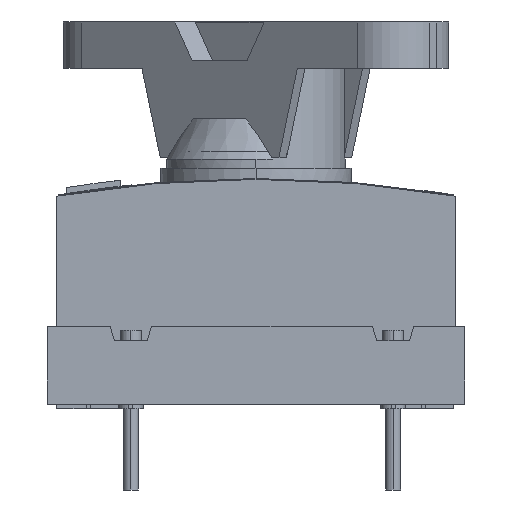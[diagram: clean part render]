
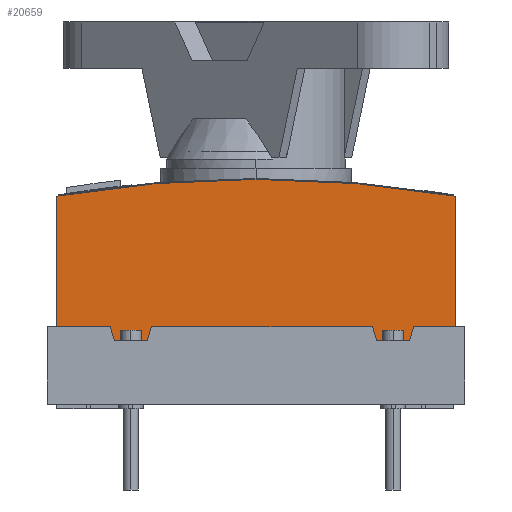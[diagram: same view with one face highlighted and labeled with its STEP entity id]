
A CAD part, left-side view. The second image highlights one B-rep face of the part: STEP entity #20659.
In plain terms, the highlighted planar face has unit normal (-1, 0, 0).
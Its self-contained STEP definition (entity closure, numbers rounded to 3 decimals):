
#6066=DIRECTION('',(0.,-1.,0.));
#6067=VECTOR('',#6066,74.12);
#6068=CARTESIAN_POINT('',(13.5,105.06,54.8));
#6069=LINE('',#6068,#6067);
#6094=DIRECTION('',(0.,-1.,0.));
#6095=VECTOR('',#6094,18.06);
#6096=CARTESIAN_POINT('',(13.5,137.,54.8));
#6097=LINE('',#6096,#6095);
#6143=DIRECTION('',(0.,-1.,0.));
#6144=VECTOR('',#6143,14.06);
#6145=CARTESIAN_POINT('',(13.5,17.06,54.8));
#6146=LINE('',#6145,#6144);
#6241=DIRECTION('',(0.,-0.287,0.958));
#6242=VECTOR('',#6241,5.011);
#6243=CARTESIAN_POINT('',(13.5,18.5,50.));
#6244=LINE('',#6243,#6242);
#6248=DIRECTION('',(0.,1.,0.));
#6249=VECTOR('',#6248,11.);
#6250=CARTESIAN_POINT('',(13.5,18.5,50.));
#6251=LINE('',#6250,#6249);
#6255=DIRECTION('',(0.,-0.287,-0.958));
#6256=VECTOR('',#6255,5.011);
#6257=CARTESIAN_POINT('',(13.5,30.94,54.8));
#6258=LINE('',#6257,#6256);
#6262=DIRECTION('',(0.,-0.287,0.958));
#6263=VECTOR('',#6262,5.011);
#6264=CARTESIAN_POINT('',(13.5,106.5,50.));
#6265=LINE('',#6264,#6263);
#6269=DIRECTION('',(0.,-1.,0.));
#6270=VECTOR('',#6269,11.);
#6271=CARTESIAN_POINT('',(13.5,117.5,50.));
#6272=LINE('',#6271,#6270);
#6276=DIRECTION('',(0.,-0.287,-0.958));
#6277=VECTOR('',#6276,5.011);
#6278=CARTESIAN_POINT('',(13.5,118.94,54.8));
#6279=LINE('',#6278,#6277);
#6283=DIRECTION('',(0.,0.,1.));
#6284=VECTOR('',#6283,43.745);
#6285=CARTESIAN_POINT('',(13.5,137.,54.8));
#6286=LINE('',#6285,#6284);
#6290=DIRECTION('',(0.,0.,-1.));
#6291=VECTOR('',#6290,43.745);
#6292=CARTESIAN_POINT('',(13.5,3.,98.545));
#6293=LINE('',#6292,#6291);
#7149=CARTESIAN_POINT('',(13.5,70.,-295.5));
#7150=DIRECTION('',(-1.,0.,0.));
#7151=DIRECTION('',(0.,-0.168,0.986));
#7152=AXIS2_PLACEMENT_3D('',#7149,#7150,#7151);
#13144=CARTESIAN_POINT('',(13.5,3.,98.545));
#13145=CARTESIAN_POINT('',(13.5,137.,98.545));
#13146=VERTEX_POINT('',#13144);
#13147=VERTEX_POINT('',#13145);
#13152=CARTESIAN_POINT('',(13.5,137.,54.8));
#13154=VERTEX_POINT('',#13152);
#13156=CARTESIAN_POINT('',(13.5,3.,54.8));
#13158=VERTEX_POINT('',#13156);
#14784=CARTESIAN_POINT('',(13.5,117.5,50.));
#14785=CARTESIAN_POINT('',(13.5,106.5,50.));
#14786=VERTEX_POINT('',#14784);
#14787=VERTEX_POINT('',#14785);
#14804=CARTESIAN_POINT('',(13.5,118.94,54.8));
#14805=VERTEX_POINT('',#14804);
#14806=CARTESIAN_POINT('',(13.5,105.06,54.8));
#14807=VERTEX_POINT('',#14806);
#14808=CARTESIAN_POINT('',(13.5,30.94,54.8));
#14809=VERTEX_POINT('',#14808);
#14810=CARTESIAN_POINT('',(13.5,29.5,50.));
#14811=VERTEX_POINT('',#14810);
#15106=CARTESIAN_POINT('',(13.5,17.06,54.8));
#15107=VERTEX_POINT('',#15106);
#15108=CARTESIAN_POINT('',(13.5,18.5,50.));
#15109=VERTEX_POINT('',#15108);
#20633=CARTESIAN_POINT('',(13.5,137.,98.003));
#20634=DIRECTION('',(1.,0.,0.));
#20635=DIRECTION('',(0.,0.,-1.));
#20636=AXIS2_PLACEMENT_3D('',#20633,#20634,#20635);
#20637=PLANE('',#20636);
#20638=ORIENTED_EDGE('',*,*,#20562,.F.);
#20640=ORIENTED_EDGE('',*,*,#20639,.F.);
#20642=ORIENTED_EDGE('',*,*,#20641,.T.);
#20644=ORIENTED_EDGE('',*,*,#20643,.F.);
#20645=ORIENTED_EDGE('',*,*,#20506,.F.);
#20646=ORIENTED_EDGE('',*,*,#20587,.F.);
#20648=ORIENTED_EDGE('',*,*,#20647,.F.);
#20649=ORIENTED_EDGE('',*,*,#20626,.F.);
#20650=ORIENTED_EDGE('',*,*,#20526,.F.);
#20652=ORIENTED_EDGE('',*,*,#20651,.T.);
#20654=ORIENTED_EDGE('',*,*,#20653,.F.);
#20656=ORIENTED_EDGE('',*,*,#20655,.T.);
#20657=EDGE_LOOP('',(#20638,#20640,#20642,#20644,#20645,#20646,#20648,#20649,
#20650,#20652,#20654,#20656));
#20658=FACE_OUTER_BOUND('',#20657,.F.);
#7153=CIRCLE('',#7152,399.7);
#20506=EDGE_CURVE('',#14807,#14809,#6069,.T.);
#20526=EDGE_CURVE('',#13154,#14805,#6097,.T.);
#20562=EDGE_CURVE('',#15107,#13158,#6146,.T.);
#20587=EDGE_CURVE('',#14787,#14807,#6265,.T.);
#20626=EDGE_CURVE('',#14805,#14786,#6279,.T.);
#20639=EDGE_CURVE('',#15109,#15107,#6244,.T.);
#20641=EDGE_CURVE('',#15109,#14811,#6251,.T.);
#20643=EDGE_CURVE('',#14809,#14811,#6258,.T.);
#20647=EDGE_CURVE('',#14786,#14787,#6272,.T.);
#20651=EDGE_CURVE('',#13154,#13147,#6286,.T.);
#20653=EDGE_CURVE('',#13146,#13147,#7153,.T.);
#20655=EDGE_CURVE('',#13146,#13158,#6293,.T.);
#20659=ADVANCED_FACE('',(#20658),#20637,.F.);
